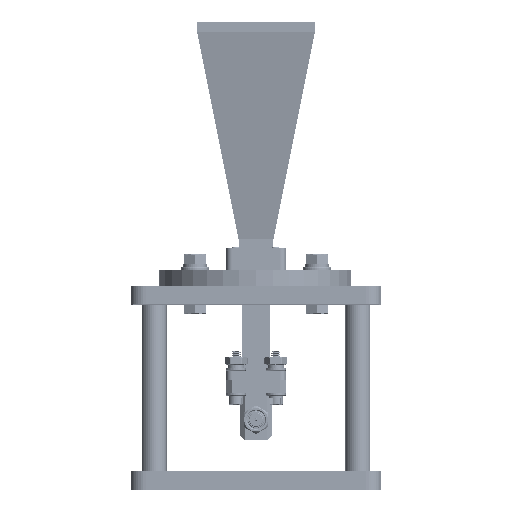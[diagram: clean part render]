
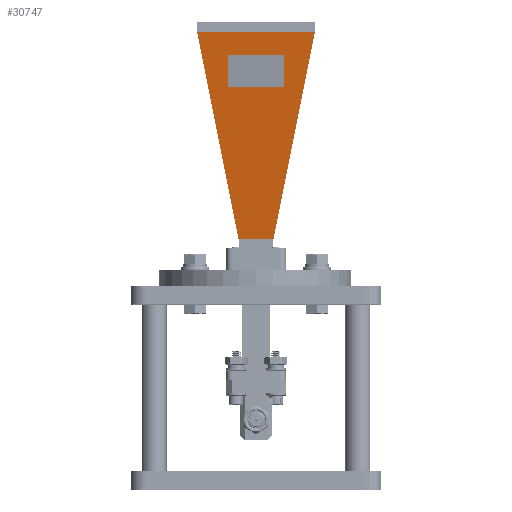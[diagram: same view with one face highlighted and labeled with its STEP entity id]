
A CAD part, top view. The second image highlights one B-rep face of the part: STEP entity #30747.
In plain terms, the highlighted face is planar.
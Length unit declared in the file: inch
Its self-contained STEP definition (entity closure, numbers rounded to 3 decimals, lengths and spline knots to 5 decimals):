
#585 = VECTOR ( 'NONE', #32180, 39.37008 ) ;
#712 = CARTESIAN_POINT ( 'NONE',  ( 0.52024, -0.35, 4.26624 ) ) ;
#1531 = AXIS2_PLACEMENT_3D ( 'NONE', #5204, #12078, #41412 ) ;
#2824 = VECTOR ( 'NONE', #6895, 39.37008 ) ;
#4081 = VECTOR ( 'NONE', #14217, 39.37008 ) ;
#4811 = CARTESIAN_POINT ( 'NONE',  ( 0.52024, -0.35, 4.26624 ) ) ;
#5204 = CARTESIAN_POINT ( 'NONE',  ( 0.3667, 0., 3.31397 ) ) ;
#5371 = CARTESIAN_POINT ( 'NONE',  ( 0.52024, 0.35, 4.26624 ) ) ;
#6555 = ORIENTED_EDGE ( 'NONE', *, *, #45649, .T. ) ;
#6825 = LINE ( 'NONE', #42104, #38751 ) ;
#6895 = DIRECTION ( 'NONE',  ( 0.159, 0., 0.987 ) ) ;
#8486 = ORIENTED_EDGE ( 'NONE', *, *, #41418, .F. ) ;
#9019 = VERTEX_POINT ( 'NONE', #35513 ) ;
#9319 = EDGE_CURVE ( 'NONE', #40758, #19742, #6825, .T. ) ;
#10389 = EDGE_CURVE ( 'NONE', #9019, #14132, #12620, .T. ) ;
#10422 = CARTESIAN_POINT ( 'NONE',  ( 0.56799, 0.74043, 4.56242 ) ) ;
#10884 = VECTOR ( 'NONE', #24119, 39.37008 ) ;
#12078 = DIRECTION ( 'NONE',  ( 0.987, 0., -0.159 ) ) ;
#12620 = LINE ( 'NONE', #40780, #18937 ) ;
#13064 = CARTESIAN_POINT ( 'NONE',  ( 0.52024, 0.35, 4.26624 ) ) ;
#14132 = VERTEX_POINT ( 'NONE', #30346 ) ;
#14217 = DIRECTION ( 'NONE',  ( -0.156, -0.194, -0.968 ) ) ;
#16567 = EDGE_LOOP ( 'NONE', ( #6555, #8486, #29325, #31005 ) ) ;
#18720 = PLANE ( 'NONE',  #1531 ) ;
#18932 = VECTOR ( 'NONE', #41181, 39.37008 ) ;
#18937 = VECTOR ( 'NONE', #27030, 39.37008 ) ;
#19417 = VERTEX_POINT ( 'NONE', #5371 ) ;
#19742 = VERTEX_POINT ( 'NONE', #44136 ) ;
#21036 = DIRECTION ( 'NONE',  ( 0.156, -0.194, 0.968 ) ) ;
#24119 = DIRECTION ( 'NONE',  ( 0., 1., 0. ) ) ;
#24252 = EDGE_CURVE ( 'NONE', #43174, #19742, #35726, .T. ) ;
#25321 = LINE ( 'NONE', #10422, #4081 ) ;
#25865 = VECTOR ( 'NONE', #27668, 39.37008 ) ;
#26263 = FACE_BOUND ( 'NONE', #45696, .T. ) ;
#26888 = EDGE_CURVE ( 'NONE', #14132, #19417, #46414, .T. ) ;
#27030 = DIRECTION ( 'NONE',  ( 0., 1., 0. ) ) ;
#27668 = DIRECTION ( 'NONE',  ( -0.159, 0., -0.987 ) ) ;
#29325 = ORIENTED_EDGE ( 'NONE', *, *, #24252, .T. ) ;
#29898 = CARTESIAN_POINT ( 'NONE',  ( 0.56799, 0.74043, 4.56242 ) ) ;
#29955 = ORIENTED_EDGE ( 'NONE', *, *, #30792, .F. ) ;
#30346 = CARTESIAN_POINT ( 'NONE',  ( 0.45657, 0.35, 3.87134 ) ) ;
#30747 = ADVANCED_FACE ( 'NONE', ( #26263, #44496 ), #18720, .T. ) ;
#30792 = EDGE_CURVE ( 'NONE', #19417, #35332, #40718, .T. ) ;
#31005 = ORIENTED_EDGE ( 'NONE', *, *, #9319, .F. ) ;
#31441 = LINE ( 'NONE', #45885, #25865 ) ;
#32180 = DIRECTION ( 'NONE',  ( 0., -1., 0. ) ) ;
#34688 = CARTESIAN_POINT ( 'NONE',  ( 0.14874, -0.21904, 1.9622 ) ) ;
#35332 = VERTEX_POINT ( 'NONE', #4811 ) ;
#35513 = CARTESIAN_POINT ( 'NONE',  ( 0.45657, -0.35, 3.87134 ) ) ;
#35690 = LINE ( 'NONE', #42113, #10884 ) ;
#35726 = LINE ( 'NONE', #42376, #585 ) ;
#36494 = EDGE_CURVE ( 'NONE', #35332, #9019, #31441, .T. ) ;
#38751 = VECTOR ( 'NONE', #21036, 39.37008 ) ;
#39376 = ORIENTED_EDGE ( 'NONE', *, *, #10389, .F. ) ;
#39756 = CARTESIAN_POINT ( 'NONE',  ( 0.14874, 0.21904, 1.9622 ) ) ;
#40160 = VERTEX_POINT ( 'NONE', #39756 ) ;
#40718 = LINE ( 'NONE', #712, #18932 ) ;
#40758 = VERTEX_POINT ( 'NONE', #34688 ) ;
#40780 = CARTESIAN_POINT ( 'NONE',  ( 0.45657, -0.35, 3.87134 ) ) ;
#40897 = ORIENTED_EDGE ( 'NONE', *, *, #36494, .F. ) ;
#41181 = DIRECTION ( 'NONE',  ( 0., -1., 0. ) ) ;
#41412 = DIRECTION ( 'NONE',  ( -0.159, 0., -0.987 ) ) ;
#41418 = EDGE_CURVE ( 'NONE', #43174, #40160, #25321, .T. ) ;
#42104 = CARTESIAN_POINT ( 'NONE',  ( 0.14874, -0.21904, 1.9622 ) ) ;
#42113 = CARTESIAN_POINT ( 'NONE',  ( 0.14874, 0., 1.9622 ) ) ;
#42114 = ORIENTED_EDGE ( 'NONE', *, *, #26888, .F. ) ;
#42376 = CARTESIAN_POINT ( 'NONE',  ( 0.56799, 0., 4.56242 ) ) ;
#43174 = VERTEX_POINT ( 'NONE', #29898 ) ;
#44136 = CARTESIAN_POINT ( 'NONE',  ( 0.56799, -0.74043, 4.56242 ) ) ;
#44496 = FACE_OUTER_BOUND ( 'NONE', #16567, .T. ) ;
#45649 = EDGE_CURVE ( 'NONE', #40758, #40160, #35690, .T. ) ;
#45696 = EDGE_LOOP ( 'NONE', ( #29955, #42114, #39376, #40897 ) ) ;
#45885 = CARTESIAN_POINT ( 'NONE',  ( 0.52024, -0.35, 4.26624 ) ) ;
#46414 = LINE ( 'NONE', #13064, #2824 ) ;
